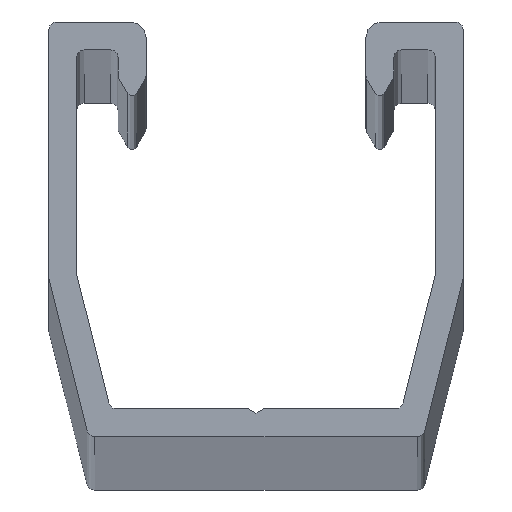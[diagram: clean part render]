
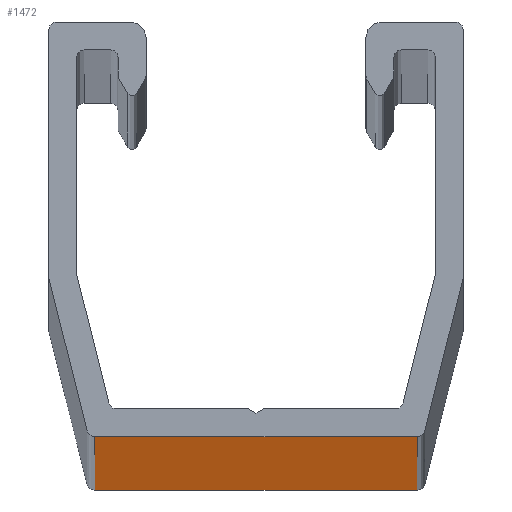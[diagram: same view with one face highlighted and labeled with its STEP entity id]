
A CAD part, top view. The second image highlights one B-rep face of the part: STEP entity #1472.
In plain terms, the highlighted planar face has unit normal (0, -1, 0).
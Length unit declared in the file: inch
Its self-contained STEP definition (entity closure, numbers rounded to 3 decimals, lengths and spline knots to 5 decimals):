
#6 = CARTESIAN_POINT ( 'NONE',  ( -0.65625, 0., -60. ) ) ;
#17 = VERTEX_POINT ( 'NONE', #1009 ) ;
#111 = LINE ( 'NONE', #1348, #471 ) ;
#117 = VERTEX_POINT ( 'NONE', #589 ) ;
#134 = PLANE ( 'NONE',  #779 ) ;
#170 = VECTOR ( 'NONE', #1579, 39.37008 ) ;
#200 = VERTEX_POINT ( 'NONE', #451 ) ;
#270 = DIRECTION ( 'NONE',  ( 1., 0., 0. ) ) ;
#418 = VERTEX_POINT ( 'NONE', #502 ) ;
#451 = CARTESIAN_POINT ( 'NONE',  ( 0.63283, 0., -60. ) ) ;
#471 = VECTOR ( 'NONE', #1340, 39.37008 ) ;
#486 = FACE_OUTER_BOUND ( 'NONE', #1580, .T. ) ;
#502 = CARTESIAN_POINT ( 'NONE',  ( 0.63283, 0., 60. ) ) ;
#589 = CARTESIAN_POINT ( 'NONE',  ( -0.63283, 0., -60. ) ) ;
#734 = EDGE_CURVE ( 'NONE', #17, #117, #1092, .T. ) ;
#779 = AXIS2_PLACEMENT_3D ( 'NONE', #6, #1143, #1523 ) ;
#873 = EDGE_CURVE ( 'NONE', #200, #418, #111, .T. ) ;
#906 = CARTESIAN_POINT ( 'NONE',  ( -0.65625, 0., 60. ) ) ;
#917 = ORIENTED_EDGE ( 'NONE', *, *, #1372, .T. ) ;
#933 = ORIENTED_EDGE ( 'NONE', *, *, #873, .T. ) ;
#960 = DIRECTION ( 'NONE',  ( 1., 0., 0. ) ) ;
#1009 = CARTESIAN_POINT ( 'NONE',  ( -0.63283, 0., 60. ) ) ;
#1073 = EDGE_CURVE ( 'NONE', #17, #418, #1230, .T. ) ;
#1092 = LINE ( 'NONE', #1477, #170 ) ;
#1143 = DIRECTION ( 'NONE',  ( 0., -1., 0. ) ) ;
#1223 = ORIENTED_EDGE ( 'NONE', *, *, #734, .T. ) ;
#1230 = LINE ( 'NONE', #906, #1594 ) ;
#1340 = DIRECTION ( 'NONE',  ( 0., 0., 1. ) ) ;
#1341 = LINE ( 'NONE', #1625, #1592 ) ;
#1348 = CARTESIAN_POINT ( 'NONE',  ( 0.63283, 0., -60. ) ) ;
#1372 = EDGE_CURVE ( 'NONE', #117, #200, #1341, .T. ) ;
#1472 = ADVANCED_FACE ( 'NONE', ( #486 ), #134, .T. ) ;
#1477 = CARTESIAN_POINT ( 'NONE',  ( -0.63283, 0., -60. ) ) ;
#1523 = DIRECTION ( 'NONE',  ( 0., 0., -1. ) ) ;
#1525 = ORIENTED_EDGE ( 'NONE', *, *, #1073, .F. ) ;
#1579 = DIRECTION ( 'NONE',  ( 0., 0., -1. ) ) ;
#1580 = EDGE_LOOP ( 'NONE', ( #1525, #1223, #917, #933 ) ) ;
#1592 = VECTOR ( 'NONE', #960, 39.37008 ) ;
#1594 = VECTOR ( 'NONE', #270, 39.37008 ) ;
#1625 = CARTESIAN_POINT ( 'NONE',  ( -0.65625, 0., -60. ) ) ;
